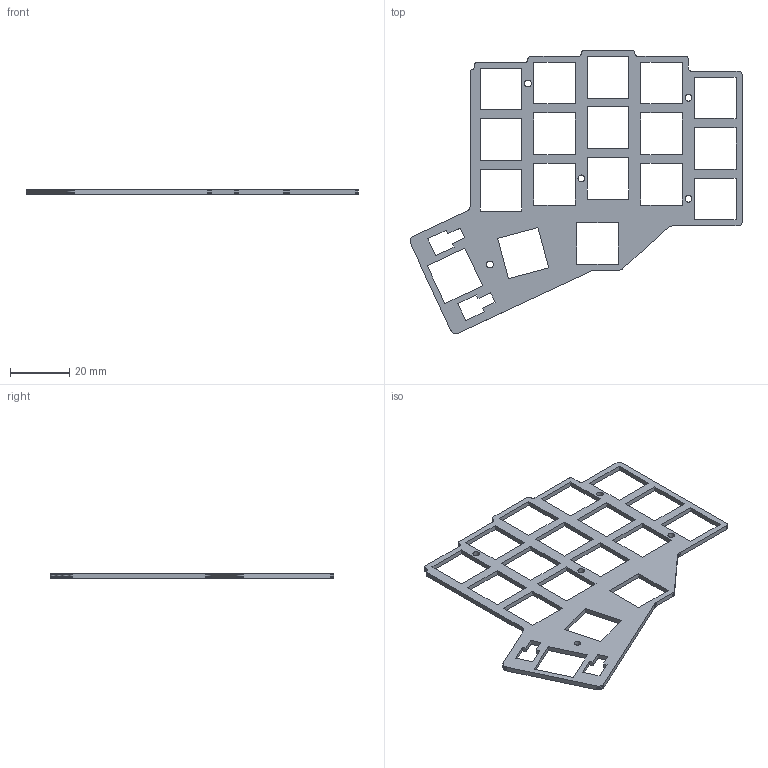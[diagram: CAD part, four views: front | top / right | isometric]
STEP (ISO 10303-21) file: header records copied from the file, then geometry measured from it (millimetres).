
FILE_DESCRIPTION(('KiCad electronic assembly'),'2;1');
FILE_NAME('span plate.STEP','2023-09-17T18:07:46',('Pcbnew'),('Kicad'), 'Open CASCADE STEP processor 7.7','KiCad to STEP converter','Unknown' );
FILE_SCHEMA(('AUTOMOTIVE_DESIGN { 1 0 10303 214 1 1 1 1 }'));
Length unit declared in the file: millimetre
Products named in the file (2): span plate 1; span PCB
Assembly tree (1 placements, depth 2):
  span plate 1
    span PCB
Bounding box: 111.63 x 95.25 x 1.58 mm (x, y, z)
Volume: 5140 mm3; surface area: 8842.2 mm2
Topology: 1 solids, 1 shells, 256 faces, 762 edges, 508 vertices
Faces by surface type: plane 251, cylinder 5
Full cylindrical faces by diameter (mm): 2.3 x5
Entity records: 18499 total; most frequent: CARTESIAN_POINT 3112, DIRECTION 2802, LINE 2266, VECTOR 2266, ORIENTED_EDGE 1524, PCURVE 1524, DEFINITIONAL_REPRESENTATION 1524, EDGE_CURVE 762
